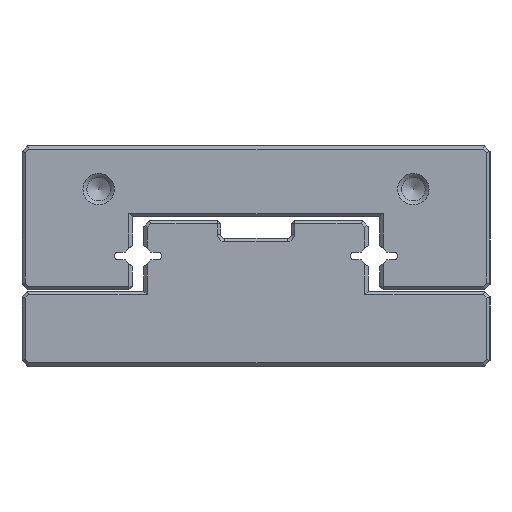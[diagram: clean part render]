
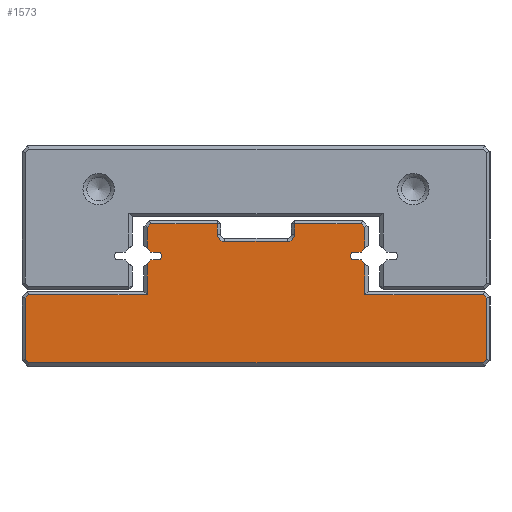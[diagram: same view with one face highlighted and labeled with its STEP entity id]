
A CAD part, left-side view. The second image highlights one B-rep face of the part: STEP entity #1573.
In plain terms, the highlighted planar face has unit normal (-1, 0, 0).
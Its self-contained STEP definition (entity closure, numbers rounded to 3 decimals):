
#1269=CIRCLE('',#12319,0.5);
#1275=CIRCLE('',#12339,0.5);
#1281=CIRCLE('',#12351,0.9);
#1282=CIRCLE('',#12352,0.9);
#1573=ADVANCED_FACE('',(#2848),#2334,.T.);
#2334=PLANE('',#12353);
#2848=FACE_OUTER_BOUND('',#3365,.T.);
#3365=EDGE_LOOP('',(#4601,#4602,#4603,#4604,#4605,#4606,#4607,#4608,#4609,
#4610,#4611,#4612,#4613,#4614,#4615,#4616,#4617,#4618,#4619,#4620,#4621,
#4622,#4623,#4624,#4625,#4626,#4627,#4628,#4629,#4630,#4631,#4632));
#4601=ORIENTED_EDGE('',*,*,#8700,.F.);
#4602=ORIENTED_EDGE('',*,*,#8746,.T.);
#4603=ORIENTED_EDGE('',*,*,#8747,.T.);
#4604=ORIENTED_EDGE('',*,*,#8748,.T.);
#4605=ORIENTED_EDGE('',*,*,#8749,.T.);
#4606=ORIENTED_EDGE('',*,*,#8750,.T.);
#4607=ORIENTED_EDGE('',*,*,#8751,.T.);
#4608=ORIENTED_EDGE('',*,*,#8752,.T.);
#4609=ORIENTED_EDGE('',*,*,#8753,.T.);
#4610=ORIENTED_EDGE('',*,*,#8754,.T.);
#4611=ORIENTED_EDGE('',*,*,#8755,.T.);
#4612=ORIENTED_EDGE('',*,*,#8756,.T.);
#4613=ORIENTED_EDGE('',*,*,#8664,.F.);
#4614=ORIENTED_EDGE('',*,*,#8658,.F.);
#4615=ORIENTED_EDGE('',*,*,#8655,.F.);
#4616=ORIENTED_EDGE('',*,*,#8652,.F.);
#4617=ORIENTED_EDGE('',*,*,#8650,.F.);
#4618=ORIENTED_EDGE('',*,*,#8757,.T.);
#4619=ORIENTED_EDGE('',*,*,#8758,.T.);
#4620=ORIENTED_EDGE('',*,*,#8759,.T.);
#4621=ORIENTED_EDGE('',*,*,#8760,.T.);
#4622=ORIENTED_EDGE('',*,*,#8761,.T.);
#4623=ORIENTED_EDGE('',*,*,#8762,.T.);
#4624=ORIENTED_EDGE('',*,*,#8763,.T.);
#4625=ORIENTED_EDGE('',*,*,#8764,.T.);
#4626=ORIENTED_EDGE('',*,*,#8765,.T.);
#4627=ORIENTED_EDGE('',*,*,#8766,.T.);
#4628=ORIENTED_EDGE('',*,*,#8767,.T.);
#4629=ORIENTED_EDGE('',*,*,#8714,.F.);
#4630=ORIENTED_EDGE('',*,*,#8708,.F.);
#4631=ORIENTED_EDGE('',*,*,#8705,.F.);
#4632=ORIENTED_EDGE('',*,*,#8702,.F.);
#7551=VERTEX_POINT('',#16531);
#7552=VERTEX_POINT('',#16533);
#7553=VERTEX_POINT('',#16537);
#7555=VERTEX_POINT('',#16543);
#7557=VERTEX_POINT('',#16549);
#7562=VERTEX_POINT('',#16561);
#7591=VERTEX_POINT('',#16635);
#7592=VERTEX_POINT('',#16637);
#7593=VERTEX_POINT('',#16641);
#7595=VERTEX_POINT('',#16647);
#7597=VERTEX_POINT('',#16653);
#7602=VERTEX_POINT('',#16665);
#7629=VERTEX_POINT('',#16728);
#7630=VERTEX_POINT('',#16730);
#7631=VERTEX_POINT('',#16732);
#7632=VERTEX_POINT('',#16734);
#7633=VERTEX_POINT('',#16736);
#7634=VERTEX_POINT('',#16738);
#7635=VERTEX_POINT('',#16740);
#7636=VERTEX_POINT('',#16742);
#7637=VERTEX_POINT('',#16744);
#7638=VERTEX_POINT('',#16746);
#7639=VERTEX_POINT('',#16749);
#7640=VERTEX_POINT('',#16751);
#7641=VERTEX_POINT('',#16753);
#7642=VERTEX_POINT('',#16755);
#7643=VERTEX_POINT('',#16757);
#7644=VERTEX_POINT('',#16759);
#7645=VERTEX_POINT('',#16761);
#7646=VERTEX_POINT('',#16763);
#7647=VERTEX_POINT('',#16765);
#7648=VERTEX_POINT('',#16767);
#8650=EDGE_CURVE('',#7551,#7552,#10166,.T.);
#8652=EDGE_CURVE('',#7552,#7553,#10168,.T.);
#8655=EDGE_CURVE('',#7553,#7555,#1269,.T.);
#8658=EDGE_CURVE('',#7555,#7557,#10172,.T.);
#8664=EDGE_CURVE('',#7557,#7562,#10178,.T.);
#8700=EDGE_CURVE('',#7591,#7592,#10210,.T.);
#8702=EDGE_CURVE('',#7592,#7593,#10212,.T.);
#8705=EDGE_CURVE('',#7593,#7595,#1275,.T.);
#8708=EDGE_CURVE('',#7595,#7597,#10216,.T.);
#8714=EDGE_CURVE('',#7597,#7602,#10222,.T.);
#8746=EDGE_CURVE('',#7591,#7629,#10250,.T.);
#8747=EDGE_CURVE('',#7629,#7630,#10251,.T.);
#8748=EDGE_CURVE('',#7630,#7631,#10252,.T.);
#8749=EDGE_CURVE('',#7631,#7632,#10253,.T.);
#8750=EDGE_CURVE('',#7632,#7633,#1281,.T.);
#8751=EDGE_CURVE('',#7633,#7634,#10254,.T.);
#8752=EDGE_CURVE('',#7634,#7635,#1282,.T.);
#8753=EDGE_CURVE('',#7635,#7636,#10255,.T.);
#8754=EDGE_CURVE('',#7636,#7637,#10256,.T.);
#8755=EDGE_CURVE('',#7637,#7638,#10257,.T.);
#8756=EDGE_CURVE('',#7638,#7562,#10258,.T.);
#8757=EDGE_CURVE('',#7551,#7639,#10259,.T.);
#8758=EDGE_CURVE('',#7639,#7640,#10260,.T.);
#8759=EDGE_CURVE('',#7640,#7641,#10261,.T.);
#8760=EDGE_CURVE('',#7641,#7642,#10262,.T.);
#8761=EDGE_CURVE('',#7642,#7643,#10263,.T.);
#8762=EDGE_CURVE('',#7643,#7644,#10264,.T.);
#8763=EDGE_CURVE('',#7644,#7645,#10265,.T.);
#8764=EDGE_CURVE('',#7645,#7646,#10266,.T.);
#8765=EDGE_CURVE('',#7646,#7647,#10267,.T.);
#8766=EDGE_CURVE('',#7647,#7648,#10268,.T.);
#8767=EDGE_CURVE('',#7648,#7602,#10269,.T.);
#10166=LINE('',#16532,#11215);
#10168=LINE('',#16536,#11217);
#10172=LINE('',#16548,#11221);
#10178=LINE('',#16560,#11227);
#10210=LINE('',#16636,#11259);
#10212=LINE('',#16640,#11261);
#10216=LINE('',#16652,#11265);
#10222=LINE('',#16664,#11271);
#10250=LINE('',#16727,#11299);
#10251=LINE('',#16729,#11300);
#10252=LINE('',#16731,#11301);
#10253=LINE('',#16733,#11302);
#10254=LINE('',#16737,#11303);
#10255=LINE('',#16741,#11304);
#10256=LINE('',#16743,#11305);
#10257=LINE('',#16745,#11306);
#10258=LINE('',#16747,#11307);
#10259=LINE('',#16748,#11308);
#10260=LINE('',#16750,#11309);
#10261=LINE('',#16752,#11310);
#10262=LINE('',#16754,#11311);
#10263=LINE('',#16756,#11312);
#10264=LINE('',#16758,#11313);
#10265=LINE('',#16760,#11314);
#10266=LINE('',#16762,#11315);
#10267=LINE('',#16764,#11316);
#10268=LINE('',#16766,#11317);
#10269=LINE('',#16768,#11318);
#11215=VECTOR('',#13385,1.);
#11217=VECTOR('',#13389,1.);
#11221=VECTOR('',#13401,1.);
#11227=VECTOR('',#13409,1.);
#11259=VECTOR('',#13469,1.);
#11261=VECTOR('',#13473,1.);
#11265=VECTOR('',#13485,1.);
#11271=VECTOR('',#13493,1.);
#11299=VECTOR('',#13537,1.);
#11300=VECTOR('',#13538,1.);
#11301=VECTOR('',#13539,1.);
#11302=VECTOR('',#13540,1.);
#11303=VECTOR('',#13543,1.);
#11304=VECTOR('',#13546,1.);
#11305=VECTOR('',#13547,1.);
#11306=VECTOR('',#13548,1.);
#11307=VECTOR('',#13549,1.);
#11308=VECTOR('',#13550,1.);
#11309=VECTOR('',#13551,1.);
#11310=VECTOR('',#13552,1.);
#11311=VECTOR('',#13553,1.);
#11312=VECTOR('',#13554,1.);
#11313=VECTOR('',#13555,1.);
#11314=VECTOR('',#13556,1.);
#11315=VECTOR('',#13557,1.);
#11316=VECTOR('',#13558,1.);
#11317=VECTOR('',#13559,1.);
#11318=VECTOR('',#13560,1.);
#12319=AXIS2_PLACEMENT_3D('',#16542,#13394,#13395);
#12339=AXIS2_PLACEMENT_3D('',#16646,#13478,#13479);
#12351=AXIS2_PLACEMENT_3D('',#16735,#13541,#13542);
#12352=AXIS2_PLACEMENT_3D('',#16739,#13544,#13545);
#12353=AXIS2_PLACEMENT_3D('',#16769,#13561,#13562);
#13385=DIRECTION('',(0.,-0.707,0.707));
#13389=DIRECTION('',(0.,-1.,0.));
#13394=DIRECTION('',(-1.,0.,0.));
#13395=DIRECTION('',(0.,1.,0.));
#13401=DIRECTION('',(0.,1.,0.));
#13409=DIRECTION('',(0.,0.707,0.707));
#13469=DIRECTION('',(0.,0.707,-0.707));
#13473=DIRECTION('',(0.,1.,0.));
#13478=DIRECTION('',(-1.,0.,0.));
#13479=DIRECTION('',(0.,1.,0.));
#13485=DIRECTION('',(0.,-1.,0.));
#13493=DIRECTION('',(0.,-0.707,-0.707));
#13537=DIRECTION('',(0.,0.,1.));
#13538=DIRECTION('',(0.,0.707,0.707));
#13539=DIRECTION('',(0.,1.,0.));
#13540=DIRECTION('',(0.,0.,-1.));
#13541=DIRECTION('',(1.,0.,0.));
#13542=DIRECTION('',(0.,0.,1.));
#13543=DIRECTION('',(0.,1.,0.));
#13544=DIRECTION('',(1.,0.,0.));
#13545=DIRECTION('',(0.,0.,1.));
#13546=DIRECTION('',(0.,0.,1.));
#13547=DIRECTION('',(0.,1.,0.));
#13548=DIRECTION('',(0.,0.707,-0.707));
#13549=DIRECTION('',(0.,0.,-1.));
#13550=DIRECTION('',(0.,0.,-1.));
#13551=DIRECTION('',(0.,1.,0.));
#13552=DIRECTION('',(0.,0.707,-0.707));
#13553=DIRECTION('',(0.,0.,-1.));
#13554=DIRECTION('',(0.,-0.707,-0.707));
#13555=DIRECTION('',(0.,-1.,0.));
#13556=DIRECTION('',(0.,-0.707,0.707));
#13557=DIRECTION('',(0.,0.,1.));
#13558=DIRECTION('',(0.,0.707,0.707));
#13559=DIRECTION('',(0.,1.,0.));
#13560=DIRECTION('',(0.,0.,1.));
#13561=DIRECTION('',(-1.,0.,0.));
#13562=DIRECTION('',(0.,0.,1.));
#16531=CARTESIAN_POINT('',(80.,43.6,13.029));
#16532=CARTESIAN_POINT('',(80.,44.,12.629));
#16533=CARTESIAN_POINT('',(80.,43.129,13.5));
#16536=CARTESIAN_POINT('',(80.,43.129,13.5));
#16537=CARTESIAN_POINT('',(80.,42.25,13.5));
#16542=CARTESIAN_POINT('',(80.,42.25,14.));
#16543=CARTESIAN_POINT('',(80.,42.25,14.5));
#16548=CARTESIAN_POINT('',(80.,42.25,14.5));
#16549=CARTESIAN_POINT('',(80.,43.129,14.5));
#16560=CARTESIAN_POINT('',(80.,43.129,14.5));
#16561=CARTESIAN_POINT('',(80.,43.6,14.971));
#16635=CARTESIAN_POINT('',(80.,15.9,14.971));
#16636=CARTESIAN_POINT('',(80.,15.5,15.371));
#16637=CARTESIAN_POINT('',(80.,16.371,14.5));
#16640=CARTESIAN_POINT('',(80.,16.371,14.5));
#16641=CARTESIAN_POINT('',(80.,17.25,14.5));
#16646=CARTESIAN_POINT('',(80.,17.25,14.));
#16647=CARTESIAN_POINT('',(80.,17.25,13.5));
#16652=CARTESIAN_POINT('',(80.,17.25,13.5));
#16653=CARTESIAN_POINT('',(80.,16.371,13.5));
#16664=CARTESIAN_POINT('',(80.,16.371,13.5));
#16665=CARTESIAN_POINT('',(80.,15.9,13.029));
#16727=CARTESIAN_POINT('',(80.,15.9,17.8));
#16728=CARTESIAN_POINT('',(80.,15.9,17.634));
#16729=CARTESIAN_POINT('',(80.,27.258,28.992));
#16730=CARTESIAN_POINT('',(80.,16.366,18.1));
#16731=CARTESIAN_POINT('',(80.,25.25,18.1));
#16732=CARTESIAN_POINT('',(80.,24.85,18.1));
#16733=CARTESIAN_POINT('',(80.,24.85,16.75));
#16734=CARTESIAN_POINT('',(80.,24.85,16.75));
#16735=CARTESIAN_POINT('',(80.,25.75,16.75));
#16736=CARTESIAN_POINT('',(80.,25.75,15.85));
#16737=CARTESIAN_POINT('',(80.,33.75,15.85));
#16738=CARTESIAN_POINT('',(80.,33.75,15.85));
#16739=CARTESIAN_POINT('',(80.,33.75,16.75));
#16740=CARTESIAN_POINT('',(80.,34.65,16.75));
#16741=CARTESIAN_POINT('',(80.,34.65,18.5));
#16742=CARTESIAN_POINT('',(80.,34.65,18.1));
#16743=CARTESIAN_POINT('',(80.,43.3,18.1));
#16744=CARTESIAN_POINT('',(80.,43.134,18.1));
#16745=CARTESIAN_POINT('',(80.,44.742,16.492));
#16746=CARTESIAN_POINT('',(80.,43.6,17.634));
#16747=CARTESIAN_POINT('',(80.,43.6,15.371));
#16748=CARTESIAN_POINT('',(80.,43.6,9.5));
#16749=CARTESIAN_POINT('',(80.,43.6,9.1));
#16750=CARTESIAN_POINT('',(80.,58.8,9.1));
#16751=CARTESIAN_POINT('',(80.,58.634,9.1));
#16752=CARTESIAN_POINT('',(80.,47.992,19.742));
#16753=CARTESIAN_POINT('',(80.,59.1,8.634));
#16754=CARTESIAN_POINT('',(80.,59.1,0.7));
#16755=CARTESIAN_POINT('',(80.,59.1,0.866));
#16756=CARTESIAN_POINT('',(80.,57.242,-0.992));
#16757=CARTESIAN_POINT('',(80.,58.634,0.4));
#16758=CARTESIAN_POINT('',(80.,0.7,0.4));
#16759=CARTESIAN_POINT('',(80.,0.866,0.4));
#16760=CARTESIAN_POINT('',(80.,14.758,-13.492));
#16761=CARTESIAN_POINT('',(80.,0.4,0.866));
#16762=CARTESIAN_POINT('',(80.,0.4,8.8));
#16763=CARTESIAN_POINT('',(80.,0.4,8.634));
#16764=CARTESIAN_POINT('',(80.,24.008,32.242));
#16765=CARTESIAN_POINT('',(80.,0.866,9.1));
#16766=CARTESIAN_POINT('',(80.,15.5,9.1));
#16767=CARTESIAN_POINT('',(80.,15.9,9.1));
#16768=CARTESIAN_POINT('',(80.,15.9,12.629));
#16769=CARTESIAN_POINT('',(80.,42.25,14.));
